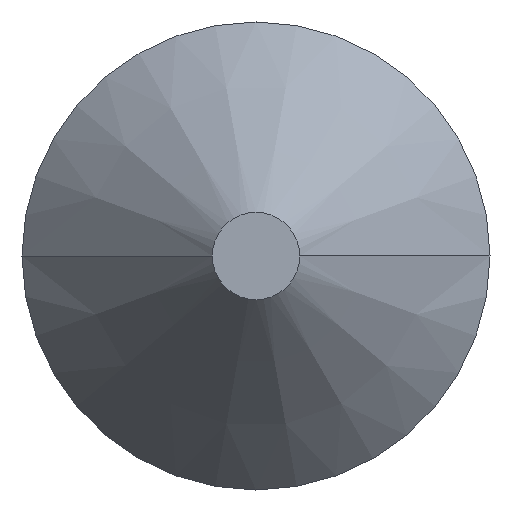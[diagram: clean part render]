
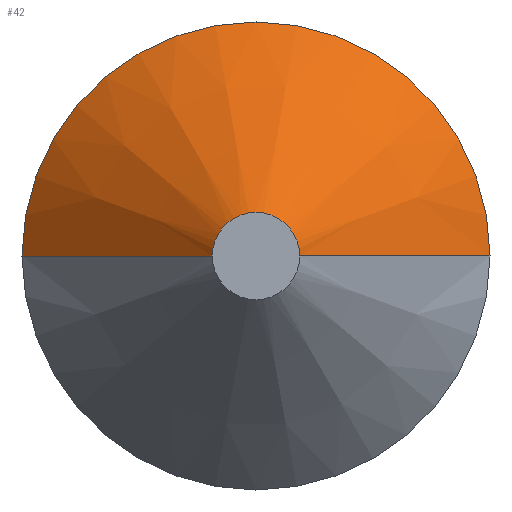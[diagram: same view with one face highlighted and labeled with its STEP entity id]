
A CAD part, front view. The second image highlights one B-rep face of the part: STEP entity #42.
In plain terms, the highlighted conical face has half-angle 41 degrees and reference radius 0.889 mm.
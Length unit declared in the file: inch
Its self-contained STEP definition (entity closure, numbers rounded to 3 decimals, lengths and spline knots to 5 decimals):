
#6 = CARTESIAN_POINT ( 'NONE',  ( 0., 0., 0. ) ) ;
#7 = CARTESIAN_POINT ( 'NONE',  ( -0.035, 0., 0. ) ) ;
#8 = CIRCLE ( 'NONE', #245, 0.1875 ) ;
#9 = VECTOR ( 'NONE', #104, 39.37008 ) ;
#16 = VERTEX_POINT ( 'NONE', #300 ) ;
#20 = CARTESIAN_POINT ( 'NONE',  ( 0., 0., 0. ) ) ;
#27 = EDGE_CURVE ( 'NONE', #58, #16, #8, .T. ) ;
#35 = ORIENTED_EDGE ( 'NONE', *, *, #103, .F. ) ;
#42 = ADVANCED_FACE ( 'NONE', ( #277 ), #123, .T. ) ;
#46 = VECTOR ( 'NONE', #94, 39.37008 ) ;
#47 = AXIS2_PLACEMENT_3D ( 'NONE', #6, #289, #210 ) ;
#51 = ORIENTED_EDGE ( 'NONE', *, *, #198, .F. ) ;
#58 = VERTEX_POINT ( 'NONE', #260 ) ;
#62 = LINE ( 'NONE', #126, #9 ) ;
#82 = EDGE_LOOP ( 'NONE', ( #51, #246, #244, #35 ) ) ;
#88 = CIRCLE ( 'NONE', #47, 0.035 ) ;
#94 = DIRECTION ( 'NONE',  ( -0.656, 0.755, 0. ) ) ;
#103 = EDGE_CURVE ( 'NONE', #136, #16, #132, .T. ) ;
#104 = DIRECTION ( 'NONE',  ( 0.656, 0.755, 0. ) ) ;
#120 = CARTESIAN_POINT ( 'NONE',  ( 0., 0.17543, 0. ) ) ;
#123 = CONICAL_SURFACE ( 'NONE', #213, 0.035, 0.716 ) ;
#126 = CARTESIAN_POINT ( 'NONE',  ( 0.035, 0., 0. ) ) ;
#132 = LINE ( 'NONE', #7, #46 ) ;
#136 = VERTEX_POINT ( 'NONE', #287 ) ;
#148 = DIRECTION ( 'NONE',  ( 0., -1., 0. ) ) ;
#154 = DIRECTION ( 'NONE',  ( 0., 1., 0. ) ) ;
#174 = VERTEX_POINT ( 'NONE', #234 ) ;
#198 = EDGE_CURVE ( 'NONE', #174, #136, #88, .T. ) ;
#210 = DIRECTION ( 'NONE',  ( 1., 0., 0. ) ) ;
#213 = AXIS2_PLACEMENT_3D ( 'NONE', #20, #154, #255 ) ;
#234 = CARTESIAN_POINT ( 'NONE',  ( 0.035, 0., 0. ) ) ;
#244 = ORIENTED_EDGE ( 'NONE', *, *, #27, .T. ) ;
#245 = AXIS2_PLACEMENT_3D ( 'NONE', #120, #148, #301 ) ;
#246 = ORIENTED_EDGE ( 'NONE', *, *, #291, .T. ) ;
#255 = DIRECTION ( 'NONE',  ( -1., 0., 0. ) ) ;
#260 = CARTESIAN_POINT ( 'NONE',  ( 0.1875, 0.17543, 0. ) ) ;
#277 = FACE_OUTER_BOUND ( 'NONE', #82, .T. ) ;
#287 = CARTESIAN_POINT ( 'NONE',  ( -0.035, 0., 0. ) ) ;
#289 = DIRECTION ( 'NONE',  ( 0., -1., 0. ) ) ;
#291 = EDGE_CURVE ( 'NONE', #174, #58, #62, .T. ) ;
#300 = CARTESIAN_POINT ( 'NONE',  ( -0.1875, 0.17543, 0. ) ) ;
#301 = DIRECTION ( 'NONE',  ( 1., 0., 0. ) ) ;
